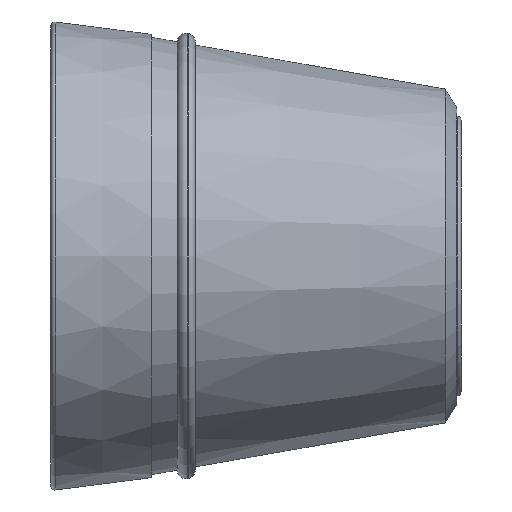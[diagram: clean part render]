
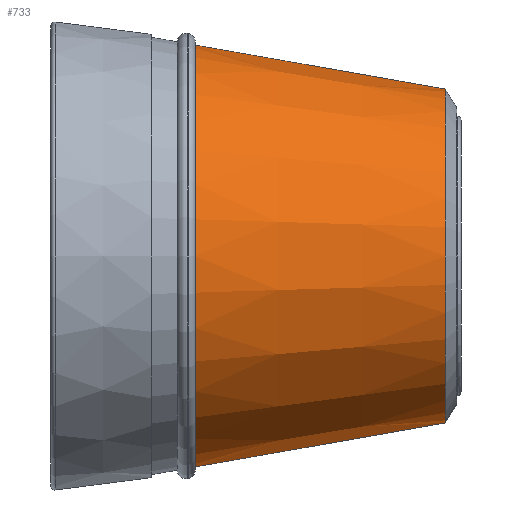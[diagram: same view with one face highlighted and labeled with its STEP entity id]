
A CAD part, left-side view. The second image highlights one B-rep face of the part: STEP entity #733.
In plain terms, the highlighted conical face has half-angle 10 degrees and reference radius 232 mm.
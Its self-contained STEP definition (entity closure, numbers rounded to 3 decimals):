
#14 = FACE_OUTER_BOUND ( 'NONE', #48, .T. ) ;
#48 = EDGE_LOOP ( 'NONE', ( #454, #159, #261, #1127 ) ) ;
#60 = CIRCLE ( 'NONE', #404, 293.362 ) ;
#140 = AXIS2_PLACEMENT_3D ( 'NONE', #755, #375, #386 ) ;
#155 = CARTESIAN_POINT ( 'NONE',  ( 0., 22., -232. ) ) ;
#159 = ORIENTED_EDGE ( 'NONE', *, *, #787, .F. ) ;
#188 = DIRECTION ( 'NONE',  ( 0., 0., -1. ) ) ;
#191 = VERTEX_POINT ( 'NONE', #453 ) ;
#195 = DIRECTION ( 'NONE',  ( 0., -1., 0. ) ) ;
#258 = CARTESIAN_POINT ( 'NONE',  ( 0., 22., 232. ) ) ;
#261 = ORIENTED_EDGE ( 'NONE', *, *, #1120, .T. ) ;
#289 = CARTESIAN_POINT ( 'NONE',  ( 0., 22., 232. ) ) ;
#317 = CARTESIAN_POINT ( 'NONE',  ( 0., 22., -232. ) ) ;
#375 = DIRECTION ( 'NONE',  ( 0., 1., 0. ) ) ;
#384 = CARTESIAN_POINT ( 'NONE',  ( 0., 370., 0. ) ) ;
#386 = DIRECTION ( 'NONE',  ( 0., 0., 1. ) ) ;
#390 = AXIS2_PLACEMENT_3D ( 'NONE', #653, #195, #1016 ) ;
#404 = AXIS2_PLACEMENT_3D ( 'NONE', #384, #931, #188 ) ;
#438 = CONICAL_SURFACE ( 'NONE', #140, 232., 0.175 ) ;
#453 = CARTESIAN_POINT ( 'NONE',  ( 0., 370., -293.362 ) ) ;
#454 = ORIENTED_EDGE ( 'NONE', *, *, #972, .F. ) ;
#482 = VERTEX_POINT ( 'NONE', #289 ) ;
#535 = EDGE_CURVE ( 'NONE', #557, #191, #60, .T. ) ;
#538 = VECTOR ( 'NONE', #602, 1000. ) ;
#557 = VERTEX_POINT ( 'NONE', #1007 ) ;
#602 = DIRECTION ( 'NONE',  ( 0., 0.985, 0.174 ) ) ;
#653 = CARTESIAN_POINT ( 'NONE',  ( 0., 22., 0. ) ) ;
#733 = ADVANCED_FACE ( 'NONE', ( #14 ), #438, .T. ) ;
#755 = CARTESIAN_POINT ( 'NONE',  ( 0., 22., 0. ) ) ;
#787 = EDGE_CURVE ( 'NONE', #482, #1068, #841, .T. ) ;
#841 = CIRCLE ( 'NONE', #390, 232. ) ;
#888 = VECTOR ( 'NONE', #1040, 1000. ) ;
#931 = DIRECTION ( 'NONE',  ( 0., -1., 0. ) ) ;
#972 = EDGE_CURVE ( 'NONE', #1068, #191, #1134, .T. ) ;
#1007 = CARTESIAN_POINT ( 'NONE',  ( 0., 370., 293.362 ) ) ;
#1016 = DIRECTION ( 'NONE',  ( 0., 0., -1. ) ) ;
#1040 = DIRECTION ( 'NONE',  ( 0., 0.985, -0.174 ) ) ;
#1068 = VERTEX_POINT ( 'NONE', #155 ) ;
#1120 = EDGE_CURVE ( 'NONE', #482, #557, #1139, .T. ) ;
#1127 = ORIENTED_EDGE ( 'NONE', *, *, #535, .T. ) ;
#1134 = LINE ( 'NONE', #317, #888 ) ;
#1139 = LINE ( 'NONE', #258, #538 ) ;
